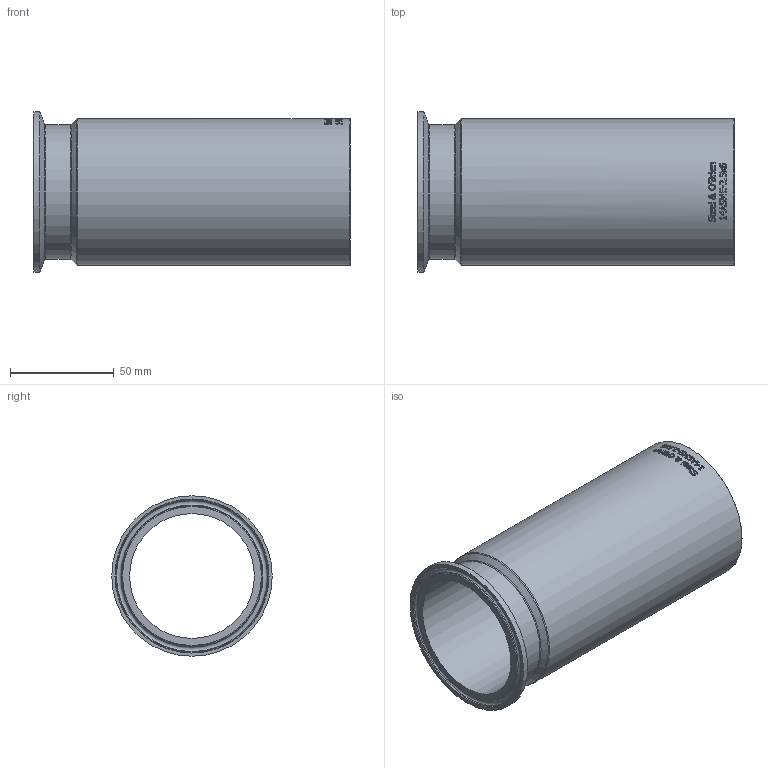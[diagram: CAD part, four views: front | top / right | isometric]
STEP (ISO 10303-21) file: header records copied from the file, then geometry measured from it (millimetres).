
FILE_DESCRIPTION(/* description */ (''),/* implementation_level */ '2;1');
FILE_NAME(/* name */ '14ASME-2.5X6.stp',/* time_stamp */ '2021-09-22T08:35:34-04:00',/* author */ ('rick'),/* organization */ (''),/* preprocessor_version */ 'ST-DEVELOPER v18',/* originating_system */ 'Autodesk Inventor 2020',/* authorisation */ '');
FILE_SCHEMA (('AUTOMOTIVE_DESIGN { 1 0 10303 214 3 1 1 }'));
Length unit declared in the file: inch
Products named in the file (1): 14ASME-2.5X6
Bounding box: 152.4 x 77.39 x 77.39 mm (x, y, z)
Volume: 155871.6 mm3; surface area: 66936.7 mm2
Topology: 1 solids, 1 shells, 414 faces, 1140 edges, 766 vertices
Faces by surface type: plane 182, bspline 179, cylinder 41, torus 8, cone 4
Full cylindrical faces by diameter (mm): 60.198 x1, 64.77 x1, 70.612 x1, 77.394 x1
Entity records: 17156 total; most frequent: CARTESIAN_POINT 7464, ORIENTED_EDGE 2280, DIRECTION 1530, EDGE_CURVE 1140, VERTEX_POINT 766, AXIS2_PLACEMENT_3D 512, LINE 506, VECTOR 506
